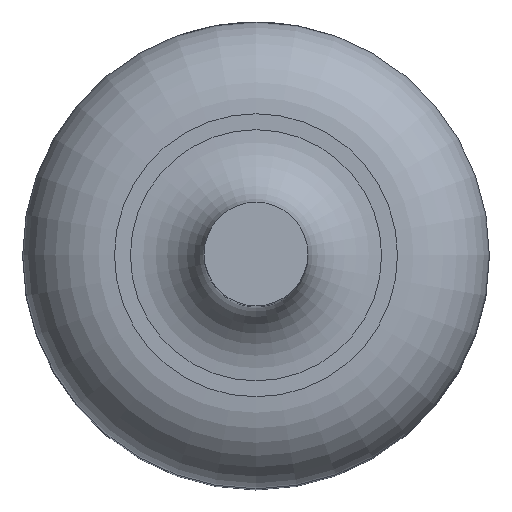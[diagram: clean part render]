
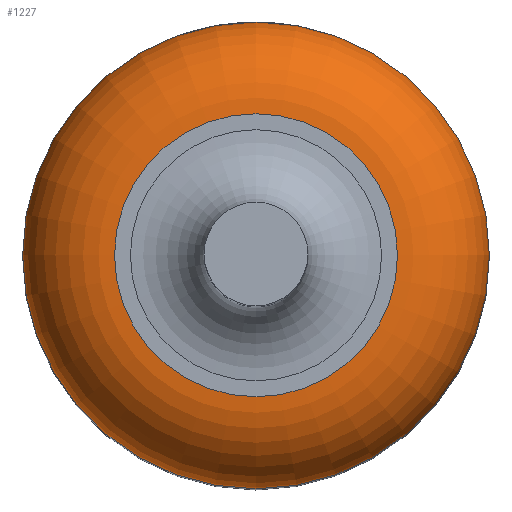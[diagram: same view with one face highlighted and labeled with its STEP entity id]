
A CAD part, top view. The second image highlights one B-rep face of the part: STEP entity #1227.
In plain terms, the highlighted toroidal (fillet/blend) face has major radius 0.731 mm and minor radius 0.474 mm.
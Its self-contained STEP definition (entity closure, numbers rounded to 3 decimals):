
#97=TOROIDAL_SURFACE('',#1321,0.731,0.474);
#377=FACE_OUTER_BOUND('',#444,.T.);
#444=EDGE_LOOP('',(#861,#862,#863,#864));
#522=CIRCLE('',#1322,0.731);
#523=CIRCLE('',#1323,0.474);
#524=CIRCLE('',#1324,1.205);
#549=VERTEX_POINT('',#1645);
#550=VERTEX_POINT('',#1647);
#672=EDGE_CURVE('',#549,#549,#522,.T.);
#673=EDGE_CURVE('',#549,#550,#523,.T.);
#674=EDGE_CURVE('',#550,#550,#524,.T.);
#861=ORIENTED_EDGE('',*,*,#672,.F.);
#862=ORIENTED_EDGE('',*,*,#673,.T.);
#863=ORIENTED_EDGE('',*,*,#674,.F.);
#864=ORIENTED_EDGE('',*,*,#673,.F.);
#1227=ADVANCED_FACE('',(#377),#97,.T.);
#1321=AXIS2_PLACEMENT_3D('',#1644,#1414,#1415);
#1322=AXIS2_PLACEMENT_3D('',#1646,#1416,#1417);
#1323=AXIS2_PLACEMENT_3D('',#1648,#1418,#1419);
#1324=AXIS2_PLACEMENT_3D('',#1649,#1420,#1421);
#1414=DIRECTION('center_axis',(0.,0.,1.));
#1415=DIRECTION('ref_axis',(1.,0.,0.));
#1416=DIRECTION('center_axis',(0.,0.,1.));
#1417=DIRECTION('ref_axis',(1.,0.,0.));
#1418=DIRECTION('center_axis',(0.,-1.,0.));
#1419=DIRECTION('ref_axis',(-1.,0.,0.));
#1420=DIRECTION('center_axis',(0.,0.,-1.));
#1421=DIRECTION('ref_axis',(1.,0.,0.));
#1644=CARTESIAN_POINT('Origin',(0.,0.,1.686));
#1645=CARTESIAN_POINT('',(-0.731,0.,2.16));
#1646=CARTESIAN_POINT('Origin',(0.,0.,2.16));
#1647=CARTESIAN_POINT('',(-1.205,0.,1.686));
#1648=CARTESIAN_POINT('Origin',(-0.731,0.,
1.686));
#1649=CARTESIAN_POINT('Origin',(0.,0.,1.686));
